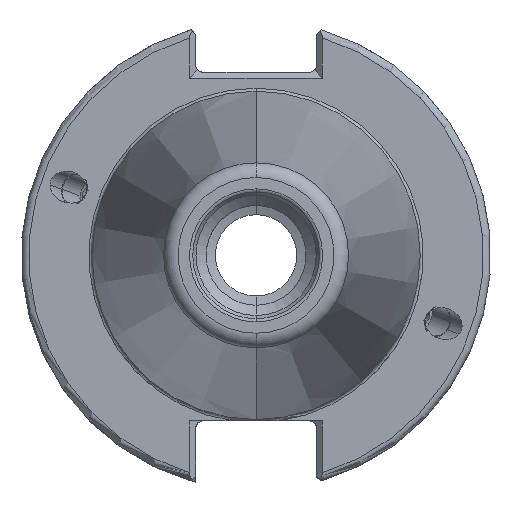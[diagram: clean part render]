
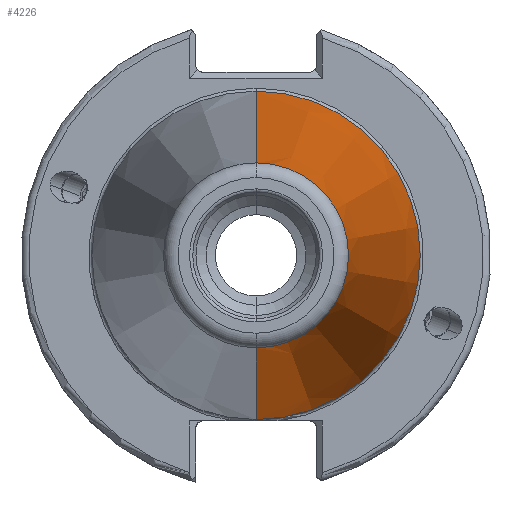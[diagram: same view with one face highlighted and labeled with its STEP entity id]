
A CAD part, left-side view. The second image highlights one B-rep face of the part: STEP entity #4226.
In plain terms, the highlighted conical face has half-angle 8.297 degrees and reference radius 22.225 mm.
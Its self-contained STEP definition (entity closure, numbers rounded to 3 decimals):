
#217 = CARTESIAN_POINT ( 'NONE',  ( -146.539, 0., -12.522 ) ) ;
#530 = CONICAL_SURFACE ( 'NONE', #5800, 22.225, 0.145 ) ;
#570 = FACE_OUTER_BOUND ( 'NONE', #1778, .T. ) ;
#713 = DIRECTION ( 'NONE',  ( 0.99, 0., 0.144 ) ) ;
#1271 = AXIS2_PLACEMENT_3D ( 'NONE', #5730, #5724, #5716 ) ;
#1279 = AXIS2_PLACEMENT_3D ( 'NONE', #5750, #5744, #5742 ) ;
#1381 = CARTESIAN_POINT ( 'NONE',  ( -80., 0., -22.225 ) ) ;
#1778 = EDGE_LOOP ( 'NONE', ( #3819, #4144, #5662, #3844 ) ) ;
#2300 = CIRCLE ( 'NONE', #1271, 12.522 ) ;
#2306 = CIRCLE ( 'NONE', #1279, 22.225 ) ;
#2335 = VERTEX_POINT ( 'NONE', #1381 ) ;
#2716 = VERTEX_POINT ( 'NONE', #6097 ) ;
#2867 = EDGE_CURVE ( 'NONE', #2335, #2716, #2306, .T. ) ;
#2885 = EDGE_CURVE ( 'NONE', #5796, #4417, #2300, .T. ) ;
#3819 = ORIENTED_EDGE ( 'NONE', *, *, #5897, .F. ) ;
#3844 = ORIENTED_EDGE ( 'NONE', *, *, #2867, .T. ) ;
#4015 = CARTESIAN_POINT ( 'NONE',  ( -146.539, 0., 12.522 ) ) ;
#4144 = ORIENTED_EDGE ( 'NONE', *, *, #2885, .F. ) ;
#4226 = ADVANCED_FACE ( 'NONE', ( #570 ), #530, .T. ) ;
#4417 = VERTEX_POINT ( 'NONE', #4015 ) ;
#5057 = VECTOR ( 'NONE', #6164, 1000. ) ;
#5063 = LINE ( 'NONE', #6207, #5057 ) ;
#5070 = VECTOR ( 'NONE', #713, 1000. ) ;
#5087 = LINE ( 'NONE', #6364, #5070 ) ;
#5570 = CARTESIAN_POINT ( 'NONE',  ( -80., 0., 0. ) ) ;
#5590 = DIRECTION ( 'NONE',  ( 1., 0., 0. ) ) ;
#5609 = DIRECTION ( 'NONE',  ( 0., 0., -1. ) ) ;
#5662 = ORIENTED_EDGE ( 'NONE', *, *, #5933, .T. ) ;
#5716 = DIRECTION ( 'NONE',  ( 0., 0., 1. ) ) ;
#5724 = DIRECTION ( 'NONE',  ( -1., 0., 0. ) ) ;
#5730 = CARTESIAN_POINT ( 'NONE',  ( -146.539, 0., 0. ) ) ;
#5742 = DIRECTION ( 'NONE',  ( 0., 0., 1. ) ) ;
#5744 = DIRECTION ( 'NONE',  ( -1., 0., 0. ) ) ;
#5750 = CARTESIAN_POINT ( 'NONE',  ( -80., 0., 0. ) ) ;
#5796 = VERTEX_POINT ( 'NONE', #217 ) ;
#5800 = AXIS2_PLACEMENT_3D ( 'NONE', #5570, #5590, #5609 ) ;
#5897 = EDGE_CURVE ( 'NONE', #4417, #2716, #5087, .T. ) ;
#5933 = EDGE_CURVE ( 'NONE', #5796, #2335, #5063, .T. ) ;
#6097 = CARTESIAN_POINT ( 'NONE',  ( -80., 0., 22.225 ) ) ;
#6164 = DIRECTION ( 'NONE',  ( 0.99, 0., -0.144 ) ) ;
#6207 = CARTESIAN_POINT ( 'NONE',  ( -80., 0., -22.225 ) ) ;
#6364 = CARTESIAN_POINT ( 'NONE',  ( -80., 0., 22.225 ) ) ;
